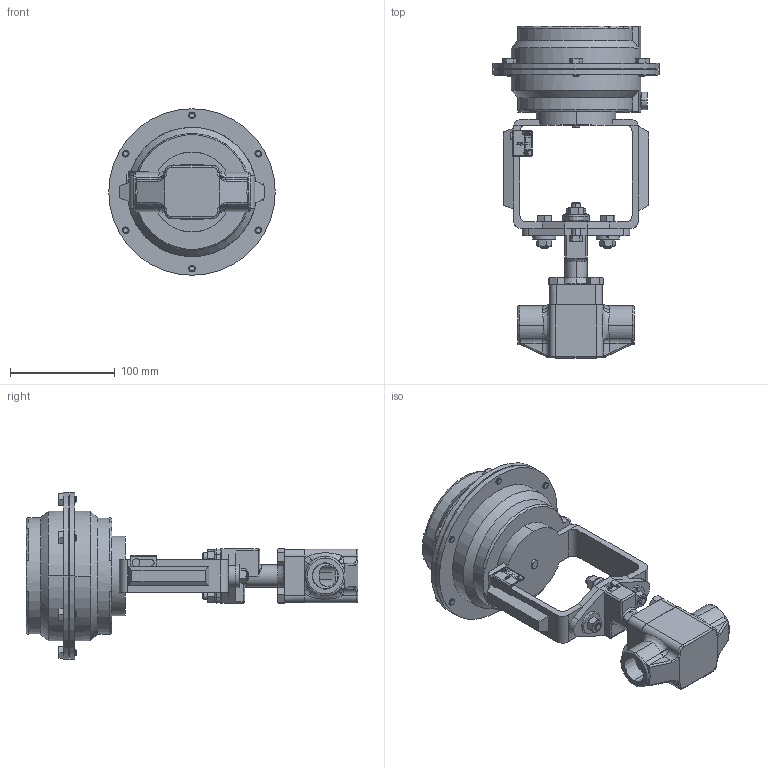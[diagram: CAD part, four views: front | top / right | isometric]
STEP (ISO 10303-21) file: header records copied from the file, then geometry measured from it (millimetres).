
FILE_DESCRIPTION (( 'STEP AP203' ), '1' );
FILE_NAME ('708-075-CS+S6-PT-14M.STEP', '2017-09-13T18:10:18', ( '' ), ( '' ), 'SwSTEP 2.0', 'SolidWorks 2014', '' );
FILE_SCHEMA (( 'CONFIG_CONTROL_DESIGN' ));
Length unit declared in the file: inch
Products named in the file (1): 708-075-CS+S6-PT-14M
Bounding box: 158.75 x 316.42 x 158.75 mm (x, y, z)
Volume: 1456024.3 mm3; surface area: 154907.2 mm2
Topology: 1 solids, 1 shells, 784 faces, 1921 edges, 1184 vertices
Faces by surface type: plane 345, cone 157, cylinder 154, bspline 78, torus 42, sphere 8
Entity records: 31439 total; most frequent: CARTESIAN_POINT 13747, ORIENTED_EDGE 3826, DIRECTION 3407, EDGE_CURVE 1913, AXIS2_PLACEMENT_3D 1259, VERTEX_POINT 1184, LINE 889, VECTOR 889
